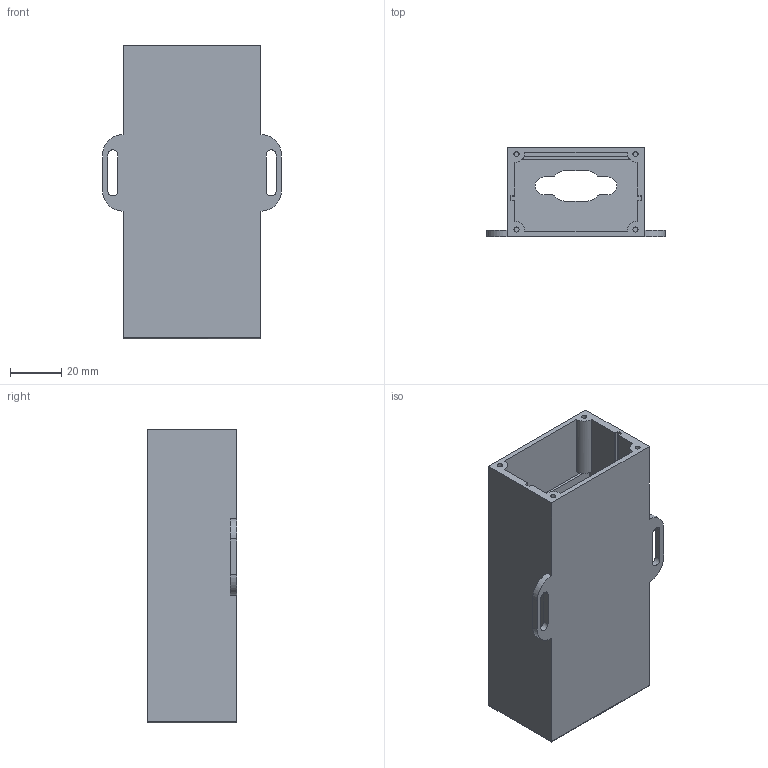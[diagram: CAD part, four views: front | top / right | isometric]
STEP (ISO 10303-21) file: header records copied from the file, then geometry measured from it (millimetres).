
FILE_DESCRIPTION(('FreeCAD Model'),'2;1');
FILE_NAME('Open CASCADE Shape Model','2024-12-12T08:23:36',(''),(''), 'Open CASCADE STEP processor 7.8','FreeCAD','Unknown');
FILE_SCHEMA(('AUTOMOTIVE_DESIGN { 1 0 10303 214 1 1 1 1 }'));
Length unit declared in the file: millimetre
Products named in the file (1): Fillet
Bounding box: 70 x 35 x 115 mm (x, y, z)
Volume: 54633.9 mm3; surface area: 51889.1 mm2
Topology: 1 solids, 1 shells, 107 faces, 280 edges, 172 vertices
Faces by surface type: plane 57, cylinder 40, torus 10
Full cylindrical faces by diameter (mm): 2 x4
Entity records: 3322 total; most frequent: DIRECTION 606, CARTESIAN_POINT 560, ORIENTED_EDGE 560, EDGE_CURVE 280, AXIS2_PLACEMENT_3D 218, VERTEX_POINT 172, LINE 170, VECTOR 170
